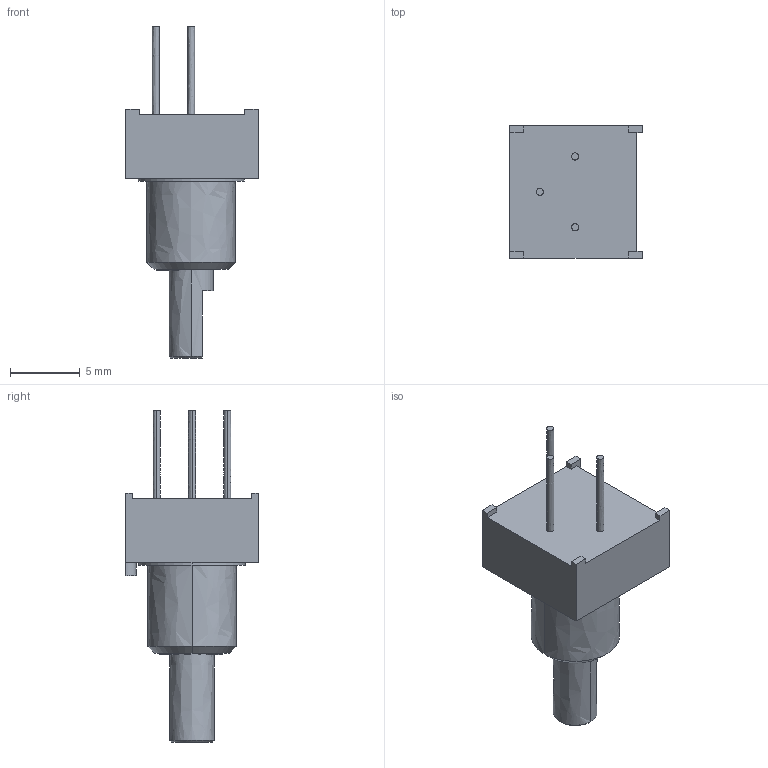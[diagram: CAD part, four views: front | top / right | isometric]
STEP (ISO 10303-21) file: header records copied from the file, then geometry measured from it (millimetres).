
FILE_DESCRIPTION((''),'2;1');
FILE_NAME('3310P-101','2008-04-07T',('RICKB'),('Bourns, Inc.'),'PRO/ENGINEER BY PARAMETRIC TECHNOLOGY CORPORATION, 2004320','PRO/ENGINEER BY PARAMETRIC TECHNOLOGY CORPORATION, 2004320','');
FILE_SCHEMA(('AUTOMOTIVE_DESIGN_CC2 { 1 2 10303 214 -1 1 5 2 }'));
Length unit declared in the file: inch
Products named in the file (1): 3310P-101
Bounding box: 9.53 x 9.53 x 23.86 mm (x, y, z)
Volume: 655.6 mm3; surface area: 582 mm2
Topology: 1 solids, 1 shells, 180 faces, 490 edges, 326 vertices
Faces by surface type: bspline 180
Entity records: 7514 total; most frequent: CARTESIAN_POINT 1976, ORIENTED_EDGE 980, DIRECTION 523, PRESENTATION_STYLE_ASSIGNMENT 491, STYLED_ITEM 491, CURVE_STYLE 490, EDGE_CURVE 490, VECTOR 453
